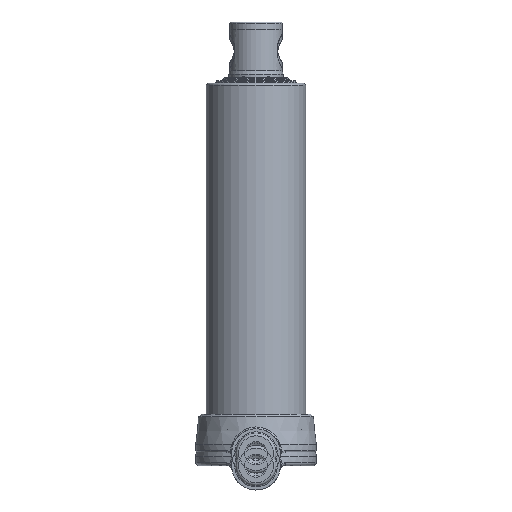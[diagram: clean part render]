
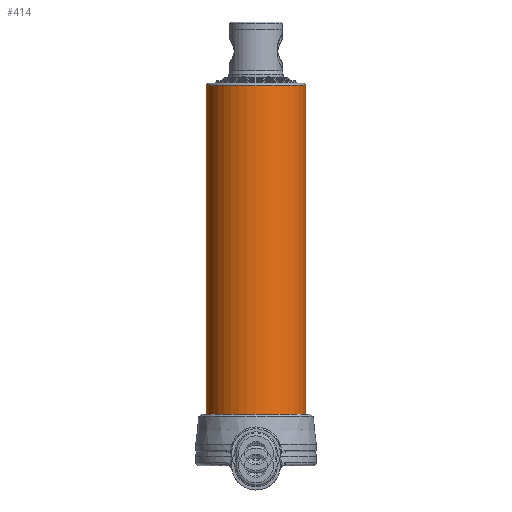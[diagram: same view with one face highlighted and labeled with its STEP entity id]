
A CAD part, front view. The second image highlights one B-rep face of the part: STEP entity #414.
In plain terms, the highlighted cylindrical face has radius 56 mm (diameter 112 mm), a full revolution.
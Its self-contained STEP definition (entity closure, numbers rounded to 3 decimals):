
#414 = ADVANCED_FACE( '', ( #983, #984 ), #985, .T. );
#983 = FACE_OUTER_BOUND( '', #2791, .T. );
#984 = FACE_OUTER_BOUND( '', #2792, .T. );
#985 = CYLINDRICAL_SURFACE( '', #2793, 56. );
#2791 = EDGE_LOOP( '', ( #4850 ) );
#2792 = EDGE_LOOP( '', ( #4851 ) );
#2793 = AXIS2_PLACEMENT_3D( '', #4852, #4853, #4854 );
#4850 = ORIENTED_EDGE( '', *, *, #5504, .F. );
#4851 = ORIENTED_EDGE( '', *, *, #5775, .T. );
#4852 = CARTESIAN_POINT( '', ( 0., 0., 54. ) );
#4853 = DIRECTION( '', ( 0., 0., 1. ) );
#4854 = DIRECTION( '', ( -1., 0., 0. ) );
#5504 = EDGE_CURVE( '', #5966, #5966, #5967, .T. );
#5775 = EDGE_CURVE( '', #6397, #6397, #6398, .T. );
#5966 = VERTEX_POINT( '', #6704 );
#5967 = CIRCLE( '', #6705, 56. );
#6397 = VERTEX_POINT( '', #9047 );
#6398 = CIRCLE( '', #9048, 56. );
#6704 = CARTESIAN_POINT( '', ( -56., 0., 32. ) );
#6705 = AXIS2_PLACEMENT_3D( '', #9663, #9664, #9665 );
#9047 = CARTESIAN_POINT( '', ( -56., 0., 414.5 ) );
#9048 = AXIS2_PLACEMENT_3D( '', #9993, #9994, #9995 );
#9663 = CARTESIAN_POINT( '', ( 0., 0., 32. ) );
#9664 = DIRECTION( '', ( 0., 0., -1. ) );
#9665 = DIRECTION( '', ( -1., 0., 0. ) );
#9993 = CARTESIAN_POINT( '', ( 0., 0., 414.5 ) );
#9994 = DIRECTION( '', ( 0., 0., -1. ) );
#9995 = DIRECTION( '', ( -1., 0., 0. ) );
